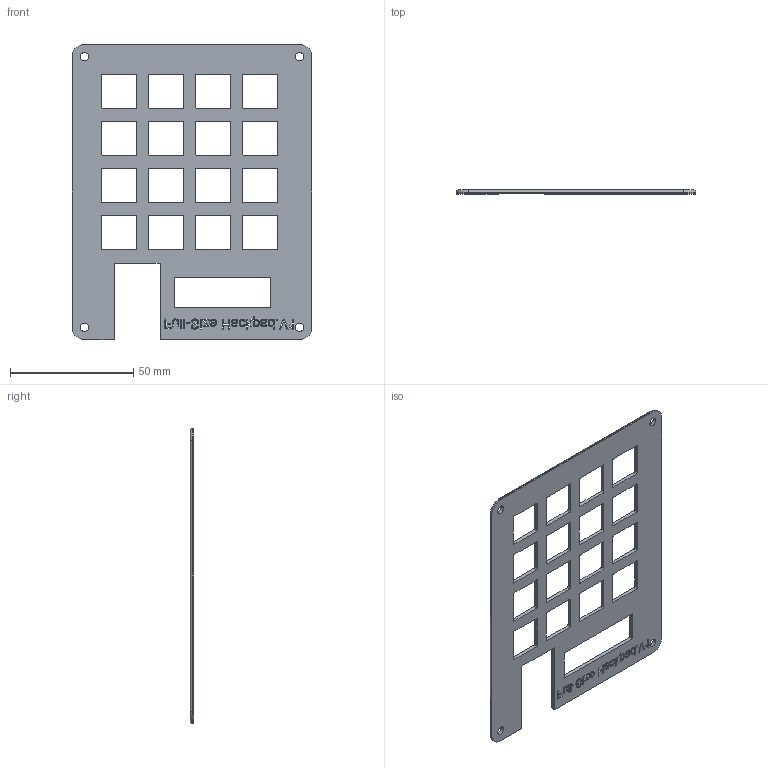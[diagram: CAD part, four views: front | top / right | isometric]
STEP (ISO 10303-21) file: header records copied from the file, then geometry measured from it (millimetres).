
FILE_DESCRIPTION(/* description */ ('','CAx-IF Rec.Pracs.---Representation and Presentation of Product Manufacturing Information (PMI)---4.0---2014-10-13'),/* implementation_level */ '2;1');
FILE_NAME(/* name */ 'Plate V1 v4.step',/* time_stamp */ '2025-03-13T17:36:20+05:30',/* author */ (''),/* organization */ (''),/* preprocessor_version */ 'ST-DEVELOPER v20',/* originating_system */ 'Autodesk Translation Framework v13.20.0.188',/* authorisation */ '');
FILE_SCHEMA (('AP242_MANAGED_MODEL_BASED_3D_ENGINEERING_MIM_LF { 1 0 10303 442 1 1 4 }'));
Length unit declared in the file: millimetre
Products named in the file (2): Plate V1; Plate
Assembly tree (1 placements, depth 2):
  Plate V1
    Plate
Bounding box: 97.2 x 1.5 x 119.67 mm (x, y, z)
Volume: 10891 mm3; surface area: 17152.4 mm2
Topology: 6 solids, 6 shells, 470 faces, 1366 edges, 908 vertices
Faces by surface type: plane 202, bspline 187, cylinder 77, torus 4
Full cylindrical faces by diameter (mm): 3.4 x4
Entity records: 17406 total; most frequent: CARTESIAN_POINT 5926, ORIENTED_EDGE 2732, DIRECTION 1722, EDGE_CURVE 1366, VERTEX_POINT 908, LINE 834, VECTOR 834, EDGE_LOOP 552
